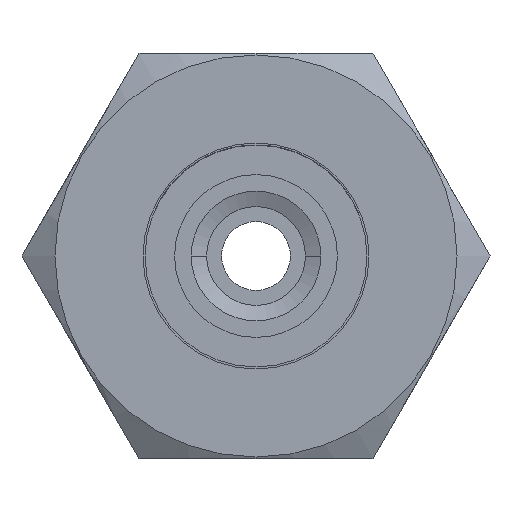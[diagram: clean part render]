
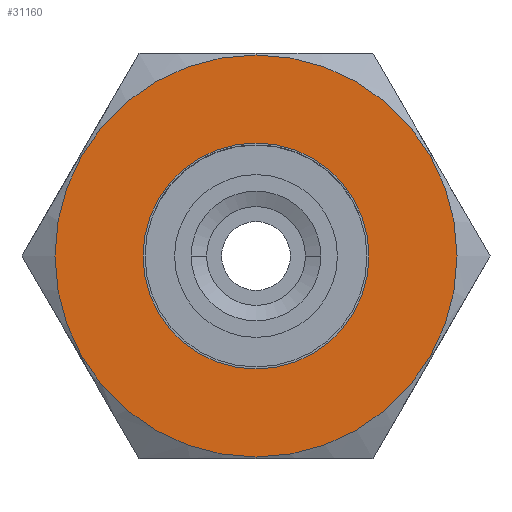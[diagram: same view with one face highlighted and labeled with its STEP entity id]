
A CAD part, left-side view. The second image highlights one B-rep face of the part: STEP entity #31160.
In plain terms, the highlighted planar face has unit normal (-1, 0, 0).
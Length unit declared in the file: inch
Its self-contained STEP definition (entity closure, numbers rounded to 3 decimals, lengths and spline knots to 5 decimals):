
#1955 = CARTESIAN_POINT ( 'NONE',  ( -1.13, 0., 0. ) ) ;
#2102 = ORIENTED_EDGE ( 'NONE', *, *, #19933, .F. ) ;
#2865 = VERTEX_POINT ( 'NONE', #28383 ) ;
#3740 = DIRECTION ( 'NONE',  ( 0., 0., 1. ) ) ;
#4246 = EDGE_CURVE ( 'NONE', #32552, #26971, #16285, .T. ) ;
#9060 = CARTESIAN_POINT ( 'NONE',  ( -1.13, 0.3485, 0. ) ) ;
#10026 = ORIENTED_EDGE ( 'NONE', *, *, #24544, .T. ) ;
#10152 = EDGE_LOOP ( 'NONE', ( #10026, #12958 ) ) ;
#10356 = DIRECTION ( 'NONE',  ( 1., 0., 0. ) ) ;
#10678 = DIRECTION ( 'NONE',  ( 0., 0., -1. ) ) ;
#12844 = CIRCLE ( 'NONE', #34299, 0.3485 ) ;
#12958 = ORIENTED_EDGE ( 'NONE', *, *, #4246, .T. ) ;
#13158 = FACE_OUTER_BOUND ( 'NONE', #13545, .T. ) ;
#13545 = EDGE_LOOP ( 'NONE', ( #33066, #2102 ) ) ;
#13993 = FACE_BOUND ( 'NONE', #10152, .T. ) ;
#14980 = AXIS2_PLACEMENT_3D ( 'NONE', #24009, #23894, #10678 ) ;
#16285 = CIRCLE ( 'NONE', #19038, 0.3485 ) ;
#17872 = DIRECTION ( 'NONE',  ( 1., 0., 0. ) ) ;
#18893 = CIRCLE ( 'NONE', #14980, 0.62 ) ;
#19038 = AXIS2_PLACEMENT_3D ( 'NONE', #20553, #17872, #33659 ) ;
#19819 = PLANE ( 'NONE',  #23219 ) ;
#19933 = EDGE_CURVE ( 'NONE', #2865, #31316, #18893, .T. ) ;
#20152 = CARTESIAN_POINT ( 'NONE',  ( -1.13, 0., -0.62 ) ) ;
#20553 = CARTESIAN_POINT ( 'NONE',  ( -1.13, 0., 0. ) ) ;
#21436 = EDGE_CURVE ( 'NONE', #31316, #2865, #27693, .T. ) ;
#22507 = DIRECTION ( 'NONE',  ( -1., 0., 0. ) ) ;
#22950 = DIRECTION ( 'NONE',  ( 0., 0., -1. ) ) ;
#23219 = AXIS2_PLACEMENT_3D ( 'NONE', #9060, #22507, #3740 ) ;
#23241 = DIRECTION ( 'NONE',  ( 0., 0., -1. ) ) ;
#23469 = CARTESIAN_POINT ( 'NONE',  ( -1.13, 0., 0. ) ) ;
#23894 = DIRECTION ( 'NONE',  ( 1., 0., 0. ) ) ;
#24009 = CARTESIAN_POINT ( 'NONE',  ( -1.13, 0., 0. ) ) ;
#24544 = EDGE_CURVE ( 'NONE', #26971, #32552, #12844, .T. ) ;
#26971 = VERTEX_POINT ( 'NONE', #28500 ) ;
#27693 = CIRCLE ( 'NONE', #32678, 0.62 ) ;
#28383 = CARTESIAN_POINT ( 'NONE',  ( -1.13, 0., 0.62 ) ) ;
#28500 = CARTESIAN_POINT ( 'NONE',  ( -1.13, 0., -0.3485 ) ) ;
#30728 = CARTESIAN_POINT ( 'NONE',  ( -1.13, 0., 0.3485 ) ) ;
#31160 = ADVANCED_FACE ( 'NONE', ( #13993, #13158 ), #19819, .T. ) ;
#31316 = VERTEX_POINT ( 'NONE', #20152 ) ;
#32552 = VERTEX_POINT ( 'NONE', #30728 ) ;
#32678 = AXIS2_PLACEMENT_3D ( 'NONE', #1955, #33689, #22950 ) ;
#33066 = ORIENTED_EDGE ( 'NONE', *, *, #21436, .F. ) ;
#33659 = DIRECTION ( 'NONE',  ( 0., 0., -1. ) ) ;
#33689 = DIRECTION ( 'NONE',  ( 1., 0., 0. ) ) ;
#34299 = AXIS2_PLACEMENT_3D ( 'NONE', #23469, #10356, #23241 ) ;
